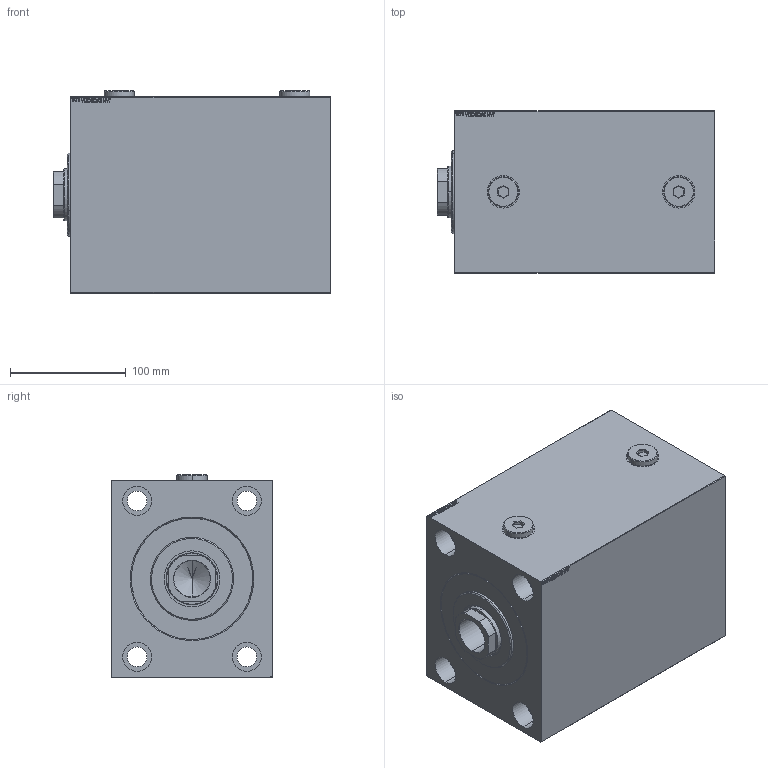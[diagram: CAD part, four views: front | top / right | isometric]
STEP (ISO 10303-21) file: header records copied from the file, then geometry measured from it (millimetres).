
FILE_DESCRIPTION (( 'STEP AP203' ), '1' );
FILE_NAME ('10bd.STEP', '2024-02-12T17:44:15', ( '' ), ( '' ), 'SwSTEP 2.0', 'SolidWorks 2019', '' );
FILE_SCHEMA (( 'CONFIG_CONTROL_DESIGN' ));
Length unit declared in the file: millimetre
Products named in the file (5): V450CM_C_Body 2341fe85064354e85831df629890c660; V450CM_VC_B 2341fe85064354e85831df629890c660; 10bd; V450CM_C_VCP 2341fe85064354e85831df629890c660; Zatka_OIL_PORT 2341fe85064354e85831df629890c660
Assembly tree (5 placements, depth 2):
  10bd
    V450CM_C_Body 2341fe85064354e85831df629890c660
    V450CM_C_VCP 2341fe85064354e85831df629890c660
    V450CM_VC_B 2341fe85064354e85831df629890c660
    Zatka_OIL_PORT 2341fe85064354e85831df629890c660  x2
Bounding box: 240 x 140 x 174.9 mm (x, y, z)
Volume: 4341776.3 mm3; surface area: 390423.6 mm2
Topology: 5 solids, 5 shells, 919 faces, 2334 edges, 1541 vertices
Faces by surface type: plane 443, bspline 380, cylinder 78, cone 18
Entity records: 45357 total; most frequent: CARTESIAN_POINT 25481, ORIENTED_EDGE 4584, DIRECTION 2734, EDGE_CURVE 2292, VERTEX_POINT 1517, VECTOR 1354, LINE 1354, EDGE_LOOP 1035
